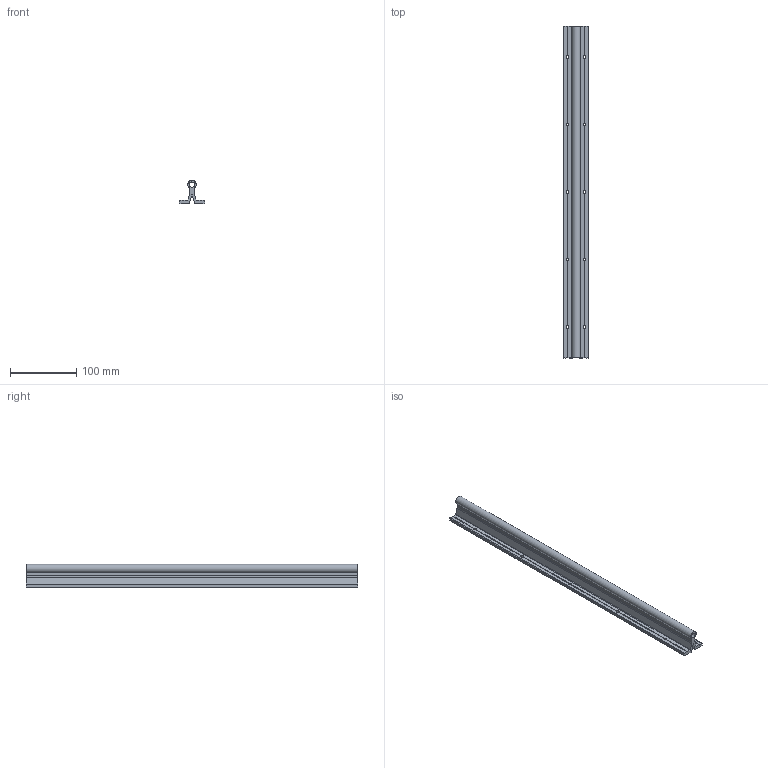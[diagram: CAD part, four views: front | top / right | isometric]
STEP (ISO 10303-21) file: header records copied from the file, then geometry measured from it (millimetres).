
FILE_DESCRIPTION (( 'STEP AP214' ), '1' );
FILE_NAME ('A-AWUI-08-500.step', '2018-01-09T19:31:52', ( '' ), ( '' ), 'SwSTEP 2.0', 'SolidWorks 2017', '' );
FILE_SCHEMA (( 'AUTOMOTIVE_DESIGN' ));
Length unit declared in the file: inch
Products named in the file (1): A-AWUI-08-500
Bounding box: 38.1 x 500 x 34.92 mm (x, y, z)
Volume: 172637.4 mm3; surface area: 94828.7 mm2
Topology: 1 solids, 1 shells, 82 faces, 270 edges, 180 vertices
Faces by surface type: plane 48, cylinder 34
Entity records: 3066 total; most frequent: CARTESIAN_POINT 653, ORIENTED_EDGE 540, DIRECTION 484, EDGE_CURVE 270, VERTEX_POINT 180, AXIS2_PLACEMENT_3D 171, VECTOR 142, LINE 142
